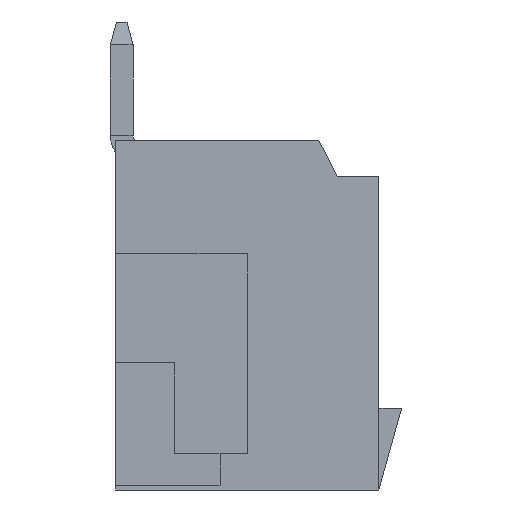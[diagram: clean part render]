
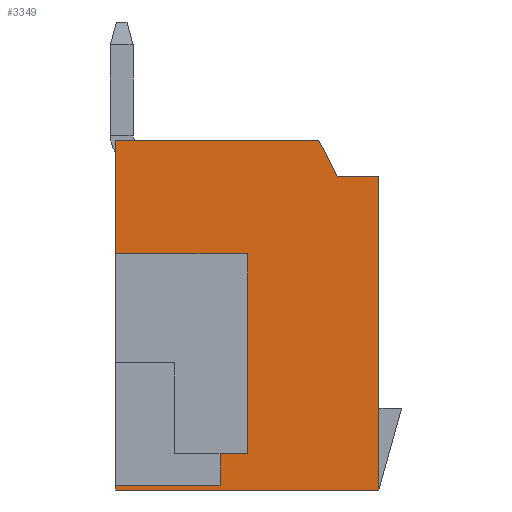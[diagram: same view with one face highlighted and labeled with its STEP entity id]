
A CAD part, left-side view. The second image highlights one B-rep face of the part: STEP entity #3349.
In plain terms, the highlighted planar face has unit normal (-1, 0, 0).
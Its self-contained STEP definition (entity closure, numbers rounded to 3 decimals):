
#81 = PLANE ( 'NONE',  #2467 ) ;
#90 = ORIENTED_EDGE ( 'NONE', *, *, #5362, .F. ) ;
#130 = CARTESIAN_POINT ( 'NONE',  ( -7.89, 0., 0. ) ) ;
#143 = DIRECTION ( 'NONE',  ( 0., 0., -1. ) ) ;
#167 = DIRECTION ( 'NONE',  ( 0., -1., 0. ) ) ;
#315 = EDGE_CURVE ( 'NONE', #5363, #4135, #6211, .T. ) ;
#369 = DIRECTION ( 'NONE',  ( 0., 1., 0. ) ) ;
#379 = VERTEX_POINT ( 'NONE', #1706 ) ;
#651 = DIRECTION ( 'NONE',  ( 0., 0.447, 0.894 ) ) ;
#779 = VECTOR ( 'NONE', #1619, 1000. ) ;
#780 = ORIENTED_EDGE ( 'NONE', *, *, #1086, .T. ) ;
#847 = DIRECTION ( 'NONE',  ( 0., 1., 0. ) ) ;
#941 = VECTOR ( 'NONE', #143, 1000. ) ;
#1036 = EDGE_CURVE ( 'NONE', #3566, #2567, #2496, .T. ) ;
#1086 = EDGE_CURVE ( 'NONE', #379, #8609, #5664, .T. ) ;
#1134 = CARTESIAN_POINT ( 'NONE',  ( -7.89, 0., -4.493 ) ) ;
#1234 = DIRECTION ( 'NONE',  ( 0., 0., -1. ) ) ;
#1314 = LINE ( 'NONE', #7285, #6473 ) ;
#1364 = CARTESIAN_POINT ( 'NONE',  ( -7.89, 5.8, -1.693 ) ) ;
#1450 = EDGE_CURVE ( 'NONE', #3102, #7559, #3481, .T. ) ;
#1462 = CARTESIAN_POINT ( 'NONE',  ( -7.89, 2.9, -4.493 ) ) ;
#1555 = CARTESIAN_POINT ( 'NONE',  ( -7.89, 5.8, 0.707 ) ) ;
#1619 = DIRECTION ( 'NONE',  ( 0., 0., 1. ) ) ;
#1659 = EDGE_CURVE ( 'NONE', #7559, #5519, #4941, .T. ) ;
#1706 = CARTESIAN_POINT ( 'NONE',  ( -7.89, 0.92, 2.407 ) ) ;
#1895 = ORIENTED_EDGE ( 'NONE', *, *, #8061, .T. ) ;
#2016 = ORIENTED_EDGE ( 'NONE', *, *, #315, .T. ) ;
#2073 = LINE ( 'NONE', #1555, #941 ) ;
#2152 = CARTESIAN_POINT ( 'NONE',  ( -7.89, 5.8, 0.707 ) ) ;
#2201 = DIRECTION ( 'NONE',  ( 0., 0., 1. ) ) ;
#2244 = EDGE_LOOP ( 'NONE', ( #3647, #780, #8225, #3091, #2016, #8298, #1895, #90, #6686, #5938, #6495, #3633 ) ) ;
#2299 = DIRECTION ( 'NONE',  ( 0., -1., 0. ) ) ;
#2323 = CARTESIAN_POINT ( 'NONE',  ( -7.89, 3.5, -4.393 ) ) ;
#2361 = DIRECTION ( 'NONE',  ( 0., -1., 0. ) ) ;
#2467 = AXIS2_PLACEMENT_3D ( 'NONE', #130, #6037, #3635 ) ;
#2496 = LINE ( 'NONE', #2323, #7707 ) ;
#2511 = CARTESIAN_POINT ( 'NONE',  ( -7.89, 1.32, 3.207 ) ) ;
#2567 = VERTEX_POINT ( 'NONE', #6205 ) ;
#2580 = VERTEX_POINT ( 'NONE', #6114 ) ;
#2610 = CARTESIAN_POINT ( 'NONE',  ( -7.89, 5.8, -4.393 ) ) ;
#2771 = LINE ( 'NONE', #1462, #4642 ) ;
#2950 = CARTESIAN_POINT ( 'NONE',  ( -7.89, 0., 2.407 ) ) ;
#3091 = ORIENTED_EDGE ( 'NONE', *, *, #4011, .T. ) ;
#3098 = CARTESIAN_POINT ( 'NONE',  ( -7.89, 0., 3.207 ) ) ;
#3102 = VERTEX_POINT ( 'NONE', #4182 ) ;
#3130 = VECTOR ( 'NONE', #651, 1000. ) ;
#3303 = DIRECTION ( 'NONE',  ( 0., 0., -1. ) ) ;
#3349 = ADVANCED_FACE ( 'NONE', ( #6680 ), #81, .F. ) ;
#3394 = VECTOR ( 'NONE', #1234, 1000. ) ;
#3481 = LINE ( 'NONE', #5495, #6758 ) ;
#3566 = VERTEX_POINT ( 'NONE', #2610 ) ;
#3633 = ORIENTED_EDGE ( 'NONE', *, *, #1659, .T. ) ;
#3635 = DIRECTION ( 'NONE',  ( 0., 0., -1. ) ) ;
#3647 = ORIENTED_EDGE ( 'NONE', *, *, #6701, .T. ) ;
#4011 = EDGE_CURVE ( 'NONE', #6780, #5363, #2073, .T. ) ;
#4135 = VERTEX_POINT ( 'NONE', #7694 ) ;
#4182 = CARTESIAN_POINT ( 'NONE',  ( -7.89, 5.8, -4.493 ) ) ;
#4292 = CARTESIAN_POINT ( 'NONE',  ( -7.89, 2.9, 0.707 ) ) ;
#4385 = CARTESIAN_POINT ( 'NONE',  ( -7.89, -0.227, 0.113 ) ) ;
#4642 = VECTOR ( 'NONE', #3303, 1000. ) ;
#4941 = LINE ( 'NONE', #3098, #779 ) ;
#5052 = CARTESIAN_POINT ( 'NONE',  ( -7.89, 5.8, 3.207 ) ) ;
#5174 = DIRECTION ( 'NONE',  ( 0., 1., 0. ) ) ;
#5362 = EDGE_CURVE ( 'NONE', #2567, #7626, #7641, .T. ) ;
#5363 = VERTEX_POINT ( 'NONE', #2152 ) ;
#5377 = CARTESIAN_POINT ( 'NONE',  ( -7.89, 0., 2.407 ) ) ;
#5417 = CARTESIAN_POINT ( 'NONE',  ( -7.89, 3.5, -3.693 ) ) ;
#5495 = CARTESIAN_POINT ( 'NONE',  ( -7.89, 0., -4.493 ) ) ;
#5519 = VERTEX_POINT ( 'NONE', #5377 ) ;
#5616 = CARTESIAN_POINT ( 'NONE',  ( -7.89, 3.5, -3.693 ) ) ;
#5664 = LINE ( 'NONE', #4385, #3130 ) ;
#5938 = ORIENTED_EDGE ( 'NONE', *, *, #6981, .T. ) ;
#6037 = DIRECTION ( 'NONE',  ( 1., 0., 0. ) ) ;
#6039 = VECTOR ( 'NONE', #847, 1000. ) ;
#6114 = CARTESIAN_POINT ( 'NONE',  ( -7.89, 2.9, -3.693 ) ) ;
#6205 = CARTESIAN_POINT ( 'NONE',  ( -7.89, 3.5, -4.393 ) ) ;
#6211 = LINE ( 'NONE', #4292, #7412 ) ;
#6274 = LINE ( 'NONE', #2950, #6039 ) ;
#6285 = VECTOR ( 'NONE', #2201, 1000. ) ;
#6397 = LINE ( 'NONE', #7736, #8290 ) ;
#6473 = VECTOR ( 'NONE', #5174, 1000. ) ;
#6495 = ORIENTED_EDGE ( 'NONE', *, *, #1450, .T. ) ;
#6580 = EDGE_CURVE ( 'NONE', #4135, #2580, #2771, .T. ) ;
#6599 = LINE ( 'NONE', #1364, #3394 ) ;
#6680 = FACE_OUTER_BOUND ( 'NONE', #2244, .T. ) ;
#6686 = ORIENTED_EDGE ( 'NONE', *, *, #1036, .F. ) ;
#6701 = EDGE_CURVE ( 'NONE', #5519, #379, #6274, .T. ) ;
#6758 = VECTOR ( 'NONE', #2299, 1000. ) ;
#6780 = VERTEX_POINT ( 'NONE', #5052 ) ;
#6981 = EDGE_CURVE ( 'NONE', #3566, #3102, #6599, .T. ) ;
#7285 = CARTESIAN_POINT ( 'NONE',  ( -7.89, 2.9, -3.693 ) ) ;
#7412 = VECTOR ( 'NONE', #167, 1000. ) ;
#7559 = VERTEX_POINT ( 'NONE', #1134 ) ;
#7626 = VERTEX_POINT ( 'NONE', #5417 ) ;
#7641 = LINE ( 'NONE', #5616, #6285 ) ;
#7694 = CARTESIAN_POINT ( 'NONE',  ( -7.89, 2.9, 0.707 ) ) ;
#7707 = VECTOR ( 'NONE', #2361, 1000. ) ;
#7736 = CARTESIAN_POINT ( 'NONE',  ( -7.89, 5.8, 3.207 ) ) ;
#8061 = EDGE_CURVE ( 'NONE', #2580, #7626, #1314, .T. ) ;
#8225 = ORIENTED_EDGE ( 'NONE', *, *, #8517, .T. ) ;
#8290 = VECTOR ( 'NONE', #369, 1000. ) ;
#8298 = ORIENTED_EDGE ( 'NONE', *, *, #6580, .T. ) ;
#8517 = EDGE_CURVE ( 'NONE', #8609, #6780, #6397, .T. ) ;
#8609 = VERTEX_POINT ( 'NONE', #2511 ) ;
